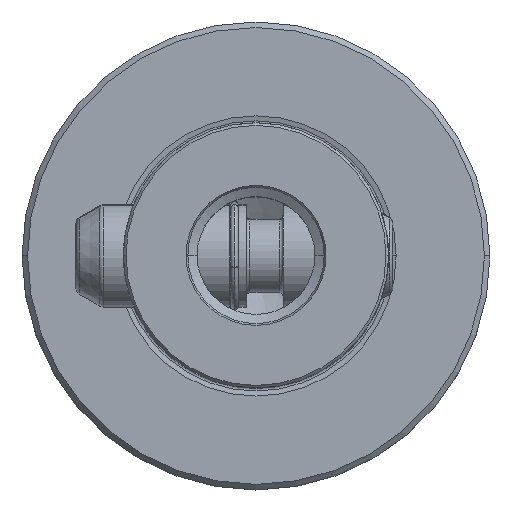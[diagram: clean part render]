
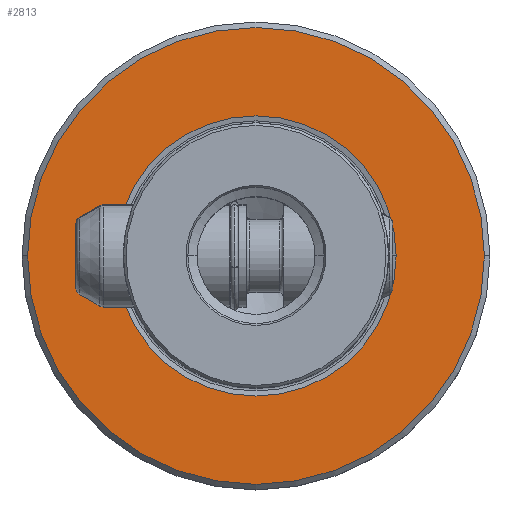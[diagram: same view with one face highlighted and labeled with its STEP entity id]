
A CAD part, top view. The second image highlights one B-rep face of the part: STEP entity #2813.
In plain terms, the highlighted planar face has unit normal (0, 0, 1).
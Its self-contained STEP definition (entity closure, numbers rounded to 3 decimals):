
#2207=VERTEX_POINT('NONE',#6187);
#2813=ADVANCED_FACE('NONE',(#6844,#6845),#6846,.T.);
#2941=EDGE_CURVE('NONE',#3417,#3327,#6991,.T.);
#3327=VERTEX_POINT('NONE',#7419);
#3417=VERTEX_POINT('NONE',#7517);
#3487=EDGE_CURVE('NONE',#2207,#4841,#7598,.T.);
#3835=EDGE_CURVE('NONE',#4841,#2207,#7995,.T.);
#4841=VERTEX_POINT('NONE',#9094);
#5779=EDGE_CURVE('NONE',#3327,#3417,#10142,.F.);
#6187=CARTESIAN_POINT('',(31.0,0.,0.0));
#6844=FACE_OUTER_BOUND('',#18267,.T.);
#6845=FACE_BOUND('',#18268,.T.);
#6846=PLANE('',#18269);
#6991=CIRCLE('',#18551,19.012);
#7419=CARTESIAN_POINT('',(-19.012,0.,0.0));
#7517=CARTESIAN_POINT('',(19.012,0.,0.0));
#7598=CIRCLE('',#27837,31.0);
#7995=CIRCLE('',#32228,31.0);
#9094=CARTESIAN_POINT('',(-31.0,0.,0.0));
#10142=CIRCLE('',#62731,19.012);
#18267=EDGE_LOOP('',(#64556,#64557));
#18268=EDGE_LOOP('',(#64558,#64559));
#18269=AXIS2_PLACEMENT_3D('',#64560,#64561,#64562);
#18551=AXIS2_PLACEMENT_3D('',#64740,#64741,#64742);
#27837=AXIS2_PLACEMENT_3D('',#65435,#65436,#65437);
#32228=AXIS2_PLACEMENT_3D('',#65961,#65962,#65963);
#62731=AXIS2_PLACEMENT_3D('',#68463,#68464,#68465);
#64556=ORIENTED_EDGE('',*,*,#3835,.F.);
#64557=ORIENTED_EDGE('',*,*,#3487,.F.);
#64558=ORIENTED_EDGE('',*,*,#2941,.F.);
#64559=ORIENTED_EDGE('',*,*,#5779,.F.);
#64560=CARTESIAN_POINT('',(-18.0,0.0,0.0));
#64561=DIRECTION('',(-0.0,0.0,1.0));
#64562=DIRECTION('',(0.0,1.0,0.0));
#64740=CARTESIAN_POINT('',(0.0,0.0,0.0));
#64741=DIRECTION('',(-0.0,0.0,1.0));
#64742=DIRECTION('',(1.0,0.,0.0));
#65435=CARTESIAN_POINT('',(0.0,0.0,0.0));
#65436=DIRECTION('',(0.0,0.0,-1.0));
#65437=DIRECTION('',(-1.0,0.,0.0));
#65961=CARTESIAN_POINT('',(0.0,0.0,0.0));
#65962=DIRECTION('',(0.0,0.0,-1.0));
#65963=DIRECTION('',(-1.0,0.,0.0));
#68463=CARTESIAN_POINT('',(0.0,0.0,0.0));
#68464=DIRECTION('',(0.0,0.0,-1.0));
#68465=DIRECTION('',(1.0,0.,0.0));
